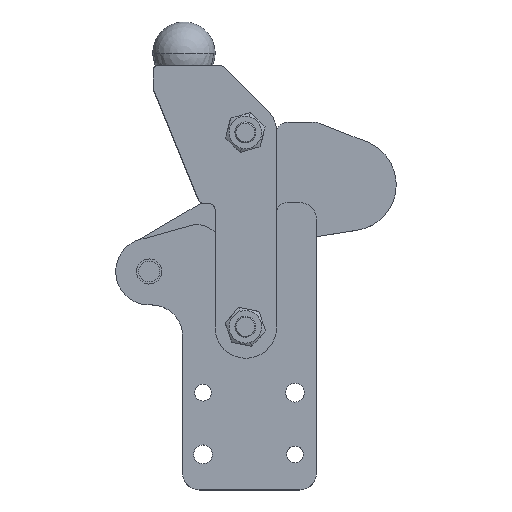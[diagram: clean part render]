
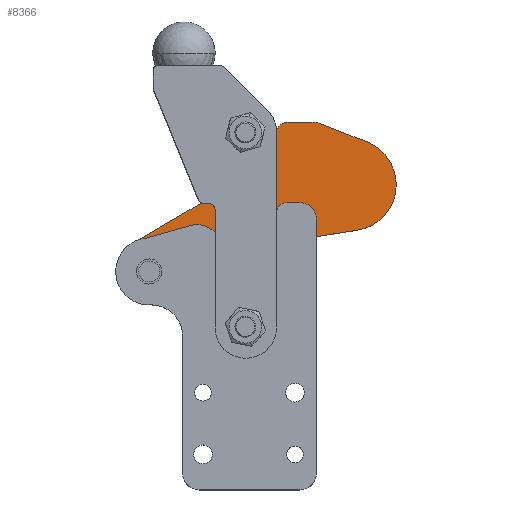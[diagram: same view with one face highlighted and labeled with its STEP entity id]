
A CAD part, top view. The second image highlights one B-rep face of the part: STEP entity #8366.
In plain terms, the highlighted planar face has unit normal (0, 0, 1).
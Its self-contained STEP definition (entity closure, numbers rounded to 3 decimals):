
#8008=CARTESIAN_POINT('',(12.216,628.338,50.));
#8009=VERTEX_POINT('',#8008);
#8018=CARTESIAN_POINT('',(14.37,627.717,50.));
#8019=VERTEX_POINT('',#8018);
#8020=CARTESIAN_POINT('',(9.985,616.547,50.));
#8021=DIRECTION('',(0.,0.,-1.));
#8022=DIRECTION('',(0.186,0.983,0.));
#8023=AXIS2_PLACEMENT_3D('',#8020,#8021,#8022);
#8024=CIRCLE('',#8023,12.);
#8025=EDGE_CURVE('',#8009,#8019,#8024,.T.);
#8052=CARTESIAN_POINT('',(-5.694,626.497,50.));
#8053=VERTEX_POINT('',#8052);
#8069=CARTESIAN_POINT('',(-7.744,621.547,50.));
#8070=VERTEX_POINT('',#8069);
#8077=CARTESIAN_POINT('',(-0.744,621.547,50.));
#8078=DIRECTION('',(0.,0.,-1.0));
#8079=DIRECTION('',(-0.707,0.707,0.));
#8080=AXIS2_PLACEMENT_3D('',#8077,#8078,#8079);
#8081=CIRCLE('',#8080,7.);
#8082=EDGE_CURVE('',#8070,#8053,#8081,.T.);
#8094=CARTESIAN_POINT('',(-8.531,611.069,50.));
#8095=VERTEX_POINT('',#8094);
#8111=CARTESIAN_POINT('',(-10.685,608.878,50.));
#8112=VERTEX_POINT('',#8111);
#8119=CARTESIAN_POINT('',(-13.744,614.04,50.));
#8120=DIRECTION('',(0.,0.,1.0));
#8121=DIRECTION('',(0.869,-0.495,0.));
#8122=AXIS2_PLACEMENT_3D('',#8119,#8120,#8121);
#8123=CIRCLE('',#8122,6.);
#8124=EDGE_CURVE('',#8112,#8095,#8123,.T.);
#8136=CARTESIAN_POINT('',(-72.744,557.047,50.));
#8137=VERTEX_POINT('',#8136);
#8153=CARTESIAN_POINT('',(-62.744,557.047,50.));
#8154=VERTEX_POINT('',#8153);
#8161=CARTESIAN_POINT('',(-67.744,557.047,50.));
#8162=DIRECTION('',(0.,0.,-1.));
#8163=DIRECTION('',(-1.,0.,0.));
#8164=AXIS2_PLACEMENT_3D('',#8161,#8162,#8163);
#8165=CIRCLE('',#8164,5.);
#8166=EDGE_CURVE('',#8137,#8154,#8165,.T.);
#8178=CARTESIAN_POINT('',(-26.744,581.547,50.));
#8179=VERTEX_POINT('',#8178);
#8195=CARTESIAN_POINT('',(-16.744,581.547,50.));
#8196=VERTEX_POINT('',#8195);
#8203=CARTESIAN_POINT('',(-21.744,581.547,50.));
#8204=DIRECTION('',(0.,0.,-1.));
#8205=DIRECTION('',(-1.,0.,0.));
#8206=AXIS2_PLACEMENT_3D('',#8203,#8204,#8205);
#8207=CIRCLE('',#8206,5.);
#8208=EDGE_CURVE('',#8179,#8196,#8207,.T.);
#8219=CARTESIAN_POINT('',(-21.744,581.547,50.));
#8220=DIRECTION('',(0.,0.,-1.));
#8221=DIRECTION('',(-1.,0.,0.));
#8222=AXIS2_PLACEMENT_3D('',#8219,#8220,#8221);
#8223=CIRCLE('',#8222,5.);
#8224=EDGE_CURVE('',#8196,#8179,#8223,.T.);
#8243=CARTESIAN_POINT('',(-67.744,557.047,50.));
#8244=DIRECTION('',(0.,0.,-1.));
#8245=DIRECTION('',(-1.,0.,0.));
#8246=AXIS2_PLACEMENT_3D('',#8243,#8244,#8245);
#8247=CIRCLE('',#8246,5.);
#8248=EDGE_CURVE('',#8154,#8137,#8247,.T.);
#8261=CARTESIAN_POINT('',(-15.277,586.143,50.));
#8262=DIRECTION('',(0.0,0.0,1.0));
#8263=DIRECTION('',(1.,0.,0.0));
#8264=AXIS2_PLACEMENT_3D('',#8261,#8262,#8263);
#8265=PLANE('',#8264);
#8266=CARTESIAN_POINT('',(9.985,628.547,50.));
#8267=VERTEX_POINT('',#8266);
#8268=CARTESIAN_POINT('',(9.985,616.547,50.));
#8269=DIRECTION('',(0.,0.,-1.));
#8270=DIRECTION('',(0.186,0.983,0.));
#8271=AXIS2_PLACEMENT_3D('',#8268,#8269,#8270);
#8272=CIRCLE('',#8271,12.);
#8273=EDGE_CURVE('',#8267,#8009,#8272,.T.);
#8274=ORIENTED_EDGE('',*,*,#8273,.F.);
#8275=CARTESIAN_POINT('',(-0.744,628.547,50.));
#8276=VERTEX_POINT('',#8275);
#8277=CARTESIAN_POINT('',(-0.744,628.547,50.));
#8278=DIRECTION('',(1.,0.,0.0));
#8279=VECTOR('',#8278,10.729);
#8280=LINE('',#8277,#8279);
#8281=EDGE_CURVE('',#8276,#8267,#8280,.T.);
#8282=ORIENTED_EDGE('',*,*,#8281,.F.);
#8283=CARTESIAN_POINT('',(-0.744,621.547,50.));
#8284=DIRECTION('',(0.,0.,-1.0));
#8285=DIRECTION('',(-0.707,0.707,0.));
#8286=AXIS2_PLACEMENT_3D('',#8283,#8284,#8285);
#8287=CIRCLE('',#8286,7.);
#8288=EDGE_CURVE('',#8053,#8276,#8287,.T.);
#8289=ORIENTED_EDGE('',*,*,#8288,.F.);
#8290=ORIENTED_EDGE('',*,*,#8082,.F.);
#8291=CARTESIAN_POINT('',(-7.744,614.04,50.));
#8292=VERTEX_POINT('',#8291);
#8293=CARTESIAN_POINT('',(-7.744,614.04,50.));
#8294=DIRECTION('',(0.,1.,0.0));
#8295=VECTOR('',#8294,7.507);
#8296=LINE('',#8293,#8295);
#8297=EDGE_CURVE('',#8292,#8070,#8296,.T.);
#8298=ORIENTED_EDGE('',*,*,#8297,.F.);
#8299=CARTESIAN_POINT('',(-13.744,614.04,50.));
#8300=DIRECTION('',(0.,0.,1.0));
#8301=DIRECTION('',(0.869,-0.495,0.));
#8302=AXIS2_PLACEMENT_3D('',#8299,#8300,#8301);
#8303=CIRCLE('',#8302,6.);
#8304=EDGE_CURVE('',#8095,#8292,#8303,.T.);
#8305=ORIENTED_EDGE('',*,*,#8304,.F.);
#8306=ORIENTED_EDGE('',*,*,#8124,.F.);
#8307=CARTESIAN_POINT('',(-75.646,570.381,50.));
#8308=VERTEX_POINT('',#8307);
#8309=CARTESIAN_POINT('',(-75.646,570.381,50.));
#8310=DIRECTION('',(0.86,0.51,0.));
#8311=VECTOR('',#8310,75.511);
#8312=LINE('',#8309,#8311);
#8313=EDGE_CURVE('',#8308,#8112,#8312,.T.);
#8314=ORIENTED_EDGE('',*,*,#8313,.F.);
#8315=CARTESIAN_POINT('',(-61.034,543.075,50.));
#8316=VERTEX_POINT('',#8315);
#8317=CARTESIAN_POINT('',(-67.744,557.047,50.));
#8318=DIRECTION('',(0.,0.,-1.0));
#8319=DIRECTION('',(-0.51,0.86,0.));
#8320=AXIS2_PLACEMENT_3D('',#8317,#8318,#8319);
#8321=CIRCLE('',#8320,15.5);
#8322=EDGE_CURVE('',#8316,#8308,#8321,.T.);
#8323=ORIENTED_EDGE('',*,*,#8322,.F.);
#8324=CARTESIAN_POINT('',(-1.744,571.547,50.));
#8325=VERTEX_POINT('',#8324);
#8326=CARTESIAN_POINT('',(-1.744,571.547,50.));
#8327=DIRECTION('',(-0.901,-0.433,0.));
#8328=VECTOR('',#8327,65.772);
#8329=LINE('',#8326,#8328);
#8330=EDGE_CURVE('',#8325,#8316,#8329,.T.);
#8331=ORIENTED_EDGE('',*,*,#8330,.F.);
#8332=CARTESIAN_POINT('',(31.87,576.812,50.));
#8333=VERTEX_POINT('',#8332);
#8334=CARTESIAN_POINT('',(31.87,576.812,50.));
#8335=DIRECTION('',(-0.988,-0.155,0.));
#8336=VECTOR('',#8335,34.024);
#8337=LINE('',#8334,#8336);
#8338=EDGE_CURVE('',#8333,#8325,#8337,.T.);
#8339=ORIENTED_EDGE('',*,*,#8338,.F.);
#8340=CARTESIAN_POINT('',(36.507,619.025,50.));
#8341=VERTEX_POINT('',#8340);
#8342=CARTESIAN_POINT('',(28.466,598.547,50.));
#8343=DIRECTION('',(0.,0.,-1.));
#8344=DIRECTION('',(-0.155,0.988,0.));
#8345=AXIS2_PLACEMENT_3D('',#8342,#8343,#8344);
#8346=CIRCLE('',#8345,22.);
#8347=EDGE_CURVE('',#8341,#8333,#8346,.T.);
#8348=ORIENTED_EDGE('',*,*,#8347,.F.);
#8349=CARTESIAN_POINT('',(14.37,627.717,50.));
#8350=DIRECTION('',(0.931,-0.365,0.));
#8351=VECTOR('',#8350,23.782);
#8352=LINE('',#8349,#8351);
#8353=EDGE_CURVE('',#8019,#8341,#8352,.T.);
#8354=ORIENTED_EDGE('',*,*,#8353,.F.);
#8355=ORIENTED_EDGE('',*,*,#8025,.F.);
#8356=EDGE_LOOP('',(#8274,#8282,#8289,#8290,#8298,#8305,#8306,#8314,#8323,#8331,#8339,#8348,#8354,#8355));
#8357=FACE_OUTER_BOUND('',#8356,.T.);
#8358=ORIENTED_EDGE('',*,*,#8224,.T.);
#8359=ORIENTED_EDGE('',*,*,#8208,.T.);
#8360=EDGE_LOOP('',(#8358,#8359));
#8361=FACE_BOUND('',#8360,.T.);
#8362=ORIENTED_EDGE('',*,*,#8248,.T.);
#8363=ORIENTED_EDGE('',*,*,#8166,.T.);
#8364=EDGE_LOOP('',(#8362,#8363));
#8365=FACE_BOUND('',#8364,.T.);
#8366=ADVANCED_FACE('',(#8357,#8361,#8365),#8265,.T.);
